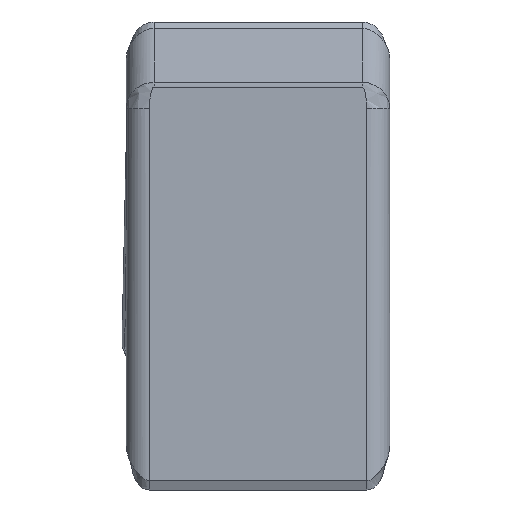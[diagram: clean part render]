
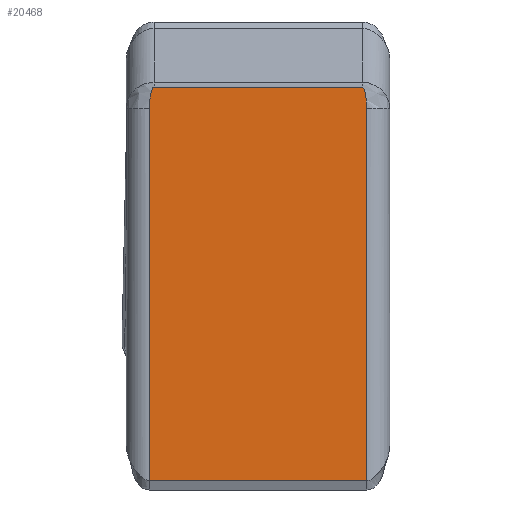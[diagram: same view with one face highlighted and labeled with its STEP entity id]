
A CAD part, left-side view. The second image highlights one B-rep face of the part: STEP entity #20468.
In plain terms, the highlighted planar face has unit normal (-1, 0, 0).
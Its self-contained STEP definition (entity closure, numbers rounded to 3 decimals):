
#2015=PLANE('',#21296);
#3866=LINE('',#37386,#5867);
#3874=LINE('',#37472,#5875);
#3875=LINE('',#37483,#5876);
#3876=LINE('',#37484,#5877);
#5867=VECTOR('',#24466,10.);
#5875=VECTOR('',#24490,10.);
#5876=VECTOR('',#24493,10.);
#5877=VECTOR('',#24494,10.);
#6143=ELLIPSE('',#21284,2.31,0.5);
#6145=ELLIPSE('',#21289,2.31,0.5);
#7107=FACE_OUTER_BOUND('',#8255,.T.);
#8255=EDGE_LOOP('',(#18717,#18718,#18719,#18720,#18721,#18722));
#10234=VERTEX_POINT('',#37377);
#10235=VERTEX_POINT('',#37379);
#10237=VERTEX_POINT('',#37385);
#10239=VERTEX_POINT('',#37420);
#10249=VERTEX_POINT('',#37471);
#10250=VERTEX_POINT('',#37482);
#13118=EDGE_CURVE('',#10234,#10235,#6143,.T.);
#13121=EDGE_CURVE('',#10235,#10237,#3866,.T.);
#13124=EDGE_CURVE('',#10237,#10239,#6145,.T.);
#13138=EDGE_CURVE('',#10239,#10249,#3874,.T.);
#13140=EDGE_CURVE('',#10249,#10250,#3875,.T.);
#13141=EDGE_CURVE('',#10250,#10234,#3876,.T.);
#18717=ORIENTED_EDGE('',*,*,#13140,.F.);
#18718=ORIENTED_EDGE('',*,*,#13138,.F.);
#18719=ORIENTED_EDGE('',*,*,#13124,.F.);
#18720=ORIENTED_EDGE('',*,*,#13121,.F.);
#18721=ORIENTED_EDGE('',*,*,#13118,.F.);
#18722=ORIENTED_EDGE('',*,*,#13141,.F.);
#20468=ADVANCED_FACE('',(#7107),#2015,.T.);
#21284=AXIS2_PLACEMENT_3D('',#37380,#24458,#24459);
#21289=AXIS2_PLACEMENT_3D('',#37421,#24470,#24471);
#21296=AXIS2_PLACEMENT_3D('',#37481,#24491,#24492);
#24458=DIRECTION('center_axis',(1.,0.,0.));
#24459=DIRECTION('ref_axis',(0.,0.,
-1.));
#24466=DIRECTION('',(0.,-1.,0.));
#24470=DIRECTION('center_axis',(1.,0.,0.));
#24471=DIRECTION('ref_axis',(0.,0.,
-1.));
#24490=DIRECTION('',(0.,0.,-1.));
#24491=DIRECTION('center_axis',(-1.,0.,0.));
#24492=DIRECTION('ref_axis',(0.,0.,1.));
#24493=DIRECTION('',(0.,1.,0.));
#24494=DIRECTION('',(0.,0.,1.));
#37377=CARTESIAN_POINT('',(-79.668,11.75,158.292));
#37379=CARTESIAN_POINT('',(-79.668,11.25,160.602));
#37380=CARTESIAN_POINT('Origin',(-79.668,11.25,158.292));
#37385=CARTESIAN_POINT('',(-79.668,-11.25,160.602));
#37386=CARTESIAN_POINT('',(-79.668,0.,160.602));
#37420=CARTESIAN_POINT('',(-79.668,-11.75,158.292));
#37421=CARTESIAN_POINT('Origin',(-79.668,-11.25,158.292));
#37471=CARTESIAN_POINT('',(-79.668,-11.75,118.061));
#37472=CARTESIAN_POINT('',(-79.668,-11.75,133.655));
#37481=CARTESIAN_POINT('Origin',(-79.668,0.,113.231));
#37482=CARTESIAN_POINT('',(-79.668,11.75,118.061));
#37483=CARTESIAN_POINT('',(-79.668,12.125,118.061));
#37484=CARTESIAN_POINT('',(-79.668,11.75,133.655));
